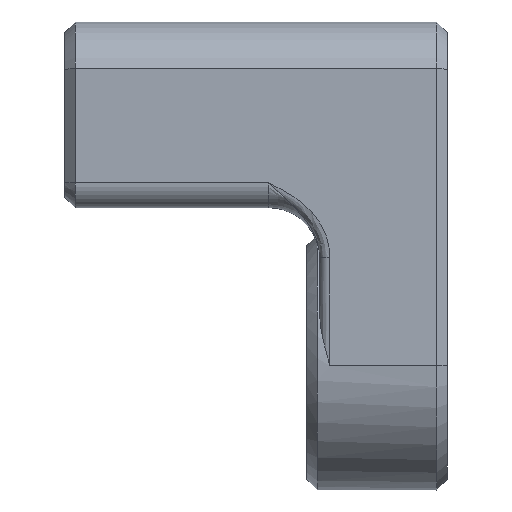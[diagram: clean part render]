
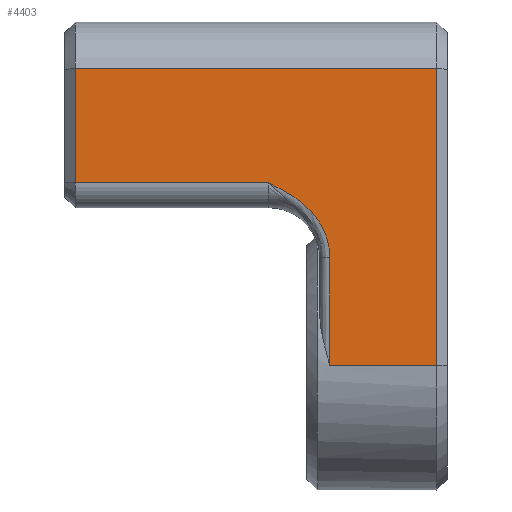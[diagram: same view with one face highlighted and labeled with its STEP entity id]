
A CAD part, left-side view. The second image highlights one B-rep face of the part: STEP entity #4403.
In plain terms, the highlighted face is planar.
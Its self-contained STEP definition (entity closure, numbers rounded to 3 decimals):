
#44 = DIRECTION ( 'NONE',  ( 0., -1., 0. ) ) ;
#47 = CARTESIAN_POINT ( 'NONE',  ( 6.751, 4.687, 2.188 ) ) ;
#57 = ORIENTED_EDGE ( 'NONE', *, *, #4224, .F. ) ;
#74 = CARTESIAN_POINT ( 'NONE',  ( 6.27, 4.6, 2.431 ) ) ;
#143 = VERTEX_POINT ( 'NONE', #3086 ) ;
#254 = ORIENTED_EDGE ( 'NONE', *, *, #1974, .F. ) ;
#332 = LINE ( 'NONE', #4777, #2613 ) ;
#336 = CARTESIAN_POINT ( 'NONE',  ( 6.032, 4.6, 2.552 ) ) ;
#385 = LINE ( 'NONE', #1883, #2779 ) ;
#625 = DIRECTION ( 'NONE',  ( 0.892, 0., -0.451 ) ) ;
#649 = CARTESIAN_POINT ( 'NONE',  ( 12.673, 15., -0.809 ) ) ;
#707 = B_SPLINE_CURVE_WITH_KNOTS ( 'NONE', 3,
 ( #848, #74, #47, #2621, #3438, #1525, #1138, #3345, #2278, #2330, #3796, #3007 ),
 .UNSPECIFIED., .F., .F.,
 ( 4, 1, 1, 1, 1, 1, 1, 2, 4 ),
 ( 0., 0.08, 0.16, 0.24, 0.28, 0.32, 0.36, 0.4, 0.401 ),
 .UNSPECIFIED. ) ;
#721 = DIRECTION ( 'NONE',  ( 0.451, 0., 0.892 ) ) ;
#848 = CARTESIAN_POINT ( 'NONE',  ( 6.032, 4.6, 2.552 ) ) ;
#880 = DIRECTION ( 'NONE',  ( -0.892, 0., 0.451 ) ) ;
#960 = ORIENTED_EDGE ( 'NONE', *, *, #4418, .F. ) ;
#1138 = CARTESIAN_POINT ( 'NONE',  ( 8.321, 6.284, 1.393 ) ) ;
#1244 = CARTESIAN_POINT ( 'NONE',  ( 12.673, 0.4, -0.809 ) ) ;
#1272 = VECTOR ( 'NONE', #3865, 1000. ) ;
#1327 = CARTESIAN_POINT ( 'NONE',  ( 8.655, 7., 1.225 ) ) ;
#1346 = EDGE_CURVE ( 'NONE', #3211, #3761, #385, .T. ) ;
#1420 = PLANE ( 'NONE',  #4150 ) ;
#1525 = CARTESIAN_POINT ( 'NONE',  ( 8.13, 5.944, 1.49 ) ) ;
#1687 = CARTESIAN_POINT ( 'NONE',  ( 12.673, 14.6, -0.809 ) ) ;
#1862 = CARTESIAN_POINT ( 'NONE',  ( 12.673, 14.6, -0.809 ) ) ;
#1883 = CARTESIAN_POINT ( 'NONE',  ( 2.257, 4.6, 4.461 ) ) ;
#1974 = EDGE_CURVE ( 'NONE', #3754, #3931, #4687, .T. ) ;
#2051 = LINE ( 'NONE', #1687, #1272 ) ;
#2056 = VERTEX_POINT ( 'NONE', #336 ) ;
#2266 = EDGE_CURVE ( 'NONE', #3483, #143, #2051, .T. ) ;
#2278 = CARTESIAN_POINT ( 'NONE',  ( 8.598, 6.874, 1.253 ) ) ;
#2313 = EDGE_CURVE ( 'NONE', #3931, #3483, #4323, .T. ) ;
#2330 = CARTESIAN_POINT ( 'NONE',  ( 8.653, 6.996, 1.226 ) ) ;
#2570 = EDGE_CURVE ( 'NONE', #143, #3761, #4213, .T. ) ;
#2613 = VECTOR ( 'NONE', #625, 1000. ) ;
#2621 = CARTESIAN_POINT ( 'NONE',  ( 7.398, 5.057, 1.86 ) ) ;
#2622 = EDGE_LOOP ( 'NONE', ( #4765, #4336, #4298, #254, #57, #960, #3920 ) ) ;
#2779 = VECTOR ( 'NONE', #44, 1000. ) ;
#3007 = CARTESIAN_POINT ( 'NONE',  ( 8.655, 7., 1.225 ) ) ;
#3086 = CARTESIAN_POINT ( 'NONE',  ( 12.673, 0.4, -0.809 ) ) ;
#3211 = VERTEX_POINT ( 'NONE', #4202 ) ;
#3286 = VECTOR ( 'NONE', #3961, 1000. ) ;
#3345 = CARTESIAN_POINT ( 'NONE',  ( 8.492, 6.635, 1.307 ) ) ;
#3438 = CARTESIAN_POINT ( 'NONE',  ( 7.839, 5.516, 1.637 ) ) ;
#3483 = VERTEX_POINT ( 'NONE', #1862 ) ;
#3512 = VECTOR ( 'NONE', #4302, 1000. ) ;
#3754 = VERTEX_POINT ( 'NONE', #4313 ) ;
#3761 = VERTEX_POINT ( 'NONE', #4285 ) ;
#3796 = CARTESIAN_POINT ( 'NONE',  ( 8.654, 6.998, 1.225 ) ) ;
#3865 = DIRECTION ( 'NONE',  ( 0., -1., 0. ) ) ;
#3920 = ORIENTED_EDGE ( 'NONE', *, *, #1346, .T. ) ;
#3931 = VERTEX_POINT ( 'NONE', #4482 ) ;
#3961 = DIRECTION ( 'NONE',  ( 0.892, 0., -0.451 ) ) ;
#4030 = FACE_OUTER_BOUND ( 'NONE', #2622, .T. ) ;
#4138 = VECTOR ( 'NONE', #880, 1000. ) ;
#4150 = AXIS2_PLACEMENT_3D ( 'NONE', #649, #721, #4324 ) ;
#4202 = CARTESIAN_POINT ( 'NONE',  ( 2.257, 4.6, 4.461 ) ) ;
#4213 = LINE ( 'NONE', #1244, #4138 ) ;
#4224 = EDGE_CURVE ( 'NONE', #2056, #3754, #707, .T. ) ;
#4285 = CARTESIAN_POINT ( 'NONE',  ( 2.257, 0.4, 4.461 ) ) ;
#4298 = ORIENTED_EDGE ( 'NONE', *, *, #2313, .F. ) ;
#4302 = DIRECTION ( 'NONE',  ( 0., 1., 0. ) ) ;
#4313 = CARTESIAN_POINT ( 'NONE',  ( 8.655, 7., 1.225 ) ) ;
#4323 = LINE ( 'NONE', #4631, #3286 ) ;
#4324 = DIRECTION ( 'NONE',  ( 0., -1., 0. ) ) ;
#4336 = ORIENTED_EDGE ( 'NONE', *, *, #2266, .F. ) ;
#4403 = ADVANCED_FACE ( 'NONE', ( #4030 ), #1420, .T. ) ;
#4418 = EDGE_CURVE ( 'NONE', #3211, #2056, #332, .T. ) ;
#4482 = CARTESIAN_POINT ( 'NONE',  ( 8.655, 14.6, 1.225 ) ) ;
#4631 = CARTESIAN_POINT ( 'NONE',  ( 8.655, 14.6, 1.225 ) ) ;
#4687 = LINE ( 'NONE', #1327, #3512 ) ;
#4765 = ORIENTED_EDGE ( 'NONE', *, *, #2570, .F. ) ;
#4777 = CARTESIAN_POINT ( 'NONE',  ( 2.257, 4.6, 4.461 ) ) ;
